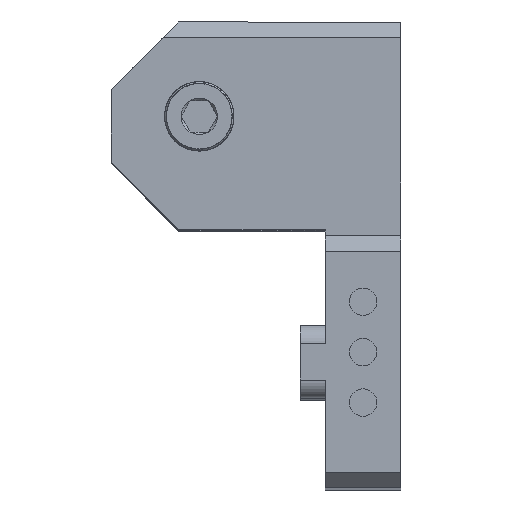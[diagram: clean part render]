
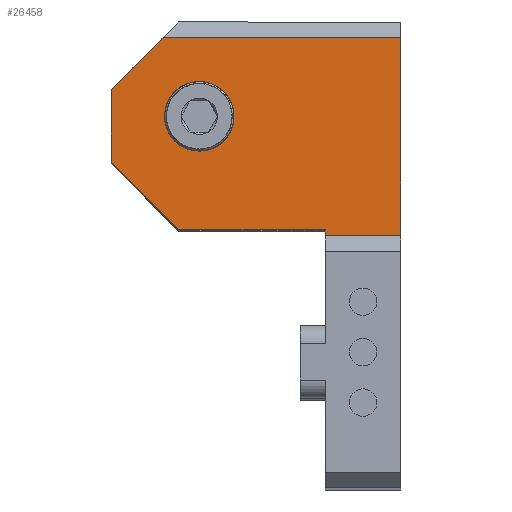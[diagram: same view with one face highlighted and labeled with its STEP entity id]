
A CAD part, top view. The second image highlights one B-rep face of the part: STEP entity #26458.
In plain terms, the highlighted planar face has unit normal (0, 0, 1).
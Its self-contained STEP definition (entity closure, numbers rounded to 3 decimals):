
#426=FACE_BOUND('',#10848,.T.);
#1905=PLANE('',#28924);
#4440=LINE('',#43650,#7132);
#4460=LINE('',#43721,#7152);
#4463=LINE('',#43729,#7155);
#4474=LINE('',#43760,#7166);
#4565=LINE('',#44026,#7257);
#4566=LINE('',#44028,#7258);
#4567=LINE('',#44029,#7259);
#4568=LINE('',#44030,#7260);
#7132=VECTOR('',#36005,10.);
#7152=VECTOR('',#36039,10.);
#7155=VECTOR('',#36046,10.);
#7166=VECTOR('',#36069,10.);
#7257=VECTOR('',#36348,10.);
#7258=VECTOR('',#36349,10.);
#7259=VECTOR('',#36350,10.);
#7260=VECTOR('',#36351,10.);
#8899=FACE_OUTER_BOUND('',#10847,.T.);
#10847=EDGE_LOOP('',(#24710,#24711,#24712,#24713,#24714,#24715,#24716,#24717));
#10848=EDGE_LOOP('',(#24718));
#11762=CIRCLE('',#28925,1.75);
#13975=VERTEX_POINT('',#43647);
#13976=VERTEX_POINT('',#43649);
#14000=VERTEX_POINT('',#43719);
#14003=VERTEX_POINT('',#43727);
#14016=VERTEX_POINT('',#43757);
#14017=VERTEX_POINT('',#43759);
#14098=VERTEX_POINT('',#44025);
#14099=VERTEX_POINT('',#44027);
#14100=VERTEX_POINT('',#44031);
#17471=EDGE_CURVE('',#13975,#13976,#4440,.T.);
#17498=EDGE_CURVE('',#14000,#13975,#4460,.T.);
#17502=EDGE_CURVE('',#14003,#14000,#4463,.T.);
#17517=EDGE_CURVE('',#14016,#14017,#4474,.T.);
#17650=EDGE_CURVE('',#14098,#14003,#4565,.T.);
#17651=EDGE_CURVE('',#14099,#14098,#4566,.T.);
#17652=EDGE_CURVE('',#14017,#14099,#4567,.T.);
#17653=EDGE_CURVE('',#14016,#13976,#4568,.T.);
#17654=EDGE_CURVE('',#14100,#14100,#11762,.T.);
#24710=ORIENTED_EDGE('',*,*,#17498,.F.);
#24711=ORIENTED_EDGE('',*,*,#17502,.F.);
#24712=ORIENTED_EDGE('',*,*,#17650,.F.);
#24713=ORIENTED_EDGE('',*,*,#17651,.F.);
#24714=ORIENTED_EDGE('',*,*,#17652,.F.);
#24715=ORIENTED_EDGE('',*,*,#17517,.F.);
#24716=ORIENTED_EDGE('',*,*,#17653,.T.);
#24717=ORIENTED_EDGE('',*,*,#17471,.F.);
#24718=ORIENTED_EDGE('',*,*,#17654,.T.);
#26458=ADVANCED_FACE('',(#8899,#426),#1905,.T.);
#28924=AXIS2_PLACEMENT_3D('',#44024,#36346,#36347);
#28925=AXIS2_PLACEMENT_3D('',#44032,#36352,#36353);
#36005=DIRECTION('',(0.,-1.,0.));
#36039=DIRECTION('',(1.,0.,0.));
#36046=DIRECTION('',(0.707,0.707,0.));
#36069=DIRECTION('',(0.,1.,0.));
#36346=DIRECTION('center_axis',(0.,0.,
1.));
#36347=DIRECTION('ref_axis',(0.,-1.,0.));
#36348=DIRECTION('',(0.,1.,0.));
#36349=DIRECTION('',(-0.707,0.707,0.));
#36350=DIRECTION('',(-1.,0.,0.));
#36351=DIRECTION('',(1.,0.,0.));
#36352=DIRECTION('center_axis',(0.,0.,
-1.));
#36353=DIRECTION('ref_axis',(-1.,0.,0.));
#43647=CARTESIAN_POINT('',(16.,25.775,-127.675));
#43649=CARTESIAN_POINT('',(16.,10.,-127.675));
#43650=CARTESIAN_POINT('',(16.,9.25,-127.675));
#43719=CARTESIAN_POINT('',(-2.854,25.775,-127.675));
#43721=CARTESIAN_POINT('',(10.,25.775,-127.675));
#43727=CARTESIAN_POINT('',(-7.,21.629,-127.675));
#43729=CARTESIAN_POINT('',(-0.065,28.564,-127.675));
#43757=CARTESIAN_POINT('',(10.,10.,-127.675));
#43759=CARTESIAN_POINT('',(10.,10.5,-127.675));
#43760=CARTESIAN_POINT('',(10.,17.75,-127.675));
#44024=CARTESIAN_POINT('Origin',(10.,27.,-127.675));
#44025=CARTESIAN_POINT('',(-7.,15.871,-127.675));
#44026=CARTESIAN_POINT('',(-7.,27.,-127.675));
#44027=CARTESIAN_POINT('',(-1.629,10.5,-127.675));
#44028=CARTESIAN_POINT('',(-4.19,13.061,-127.675));
#44029=CARTESIAN_POINT('',(11.5,10.5,-127.675));
#44030=CARTESIAN_POINT('',(10.,10.,-127.675));
#44031=CARTESIAN_POINT('',(1.75,19.5,-127.675));
#44032=CARTESIAN_POINT('Origin',(0.,19.5,
-127.675));
